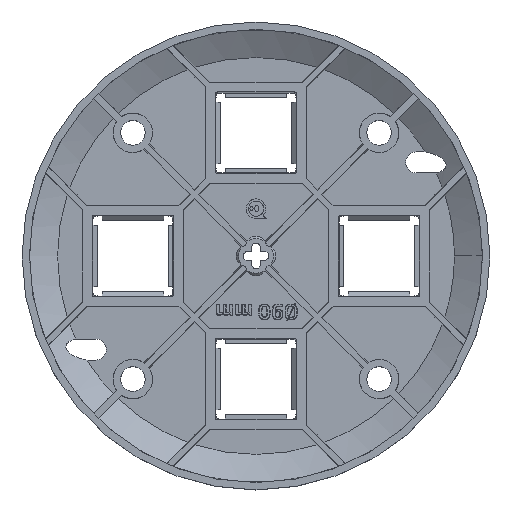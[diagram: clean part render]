
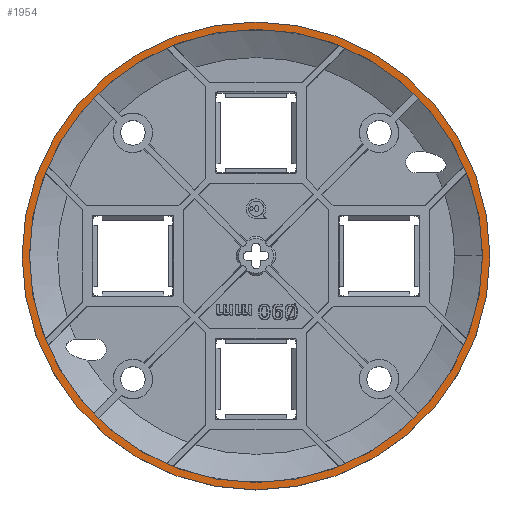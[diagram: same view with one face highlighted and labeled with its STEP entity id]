
A CAD part, top view. The second image highlights one B-rep face of the part: STEP entity #1954.
In plain terms, the highlighted planar face has unit normal (0, 0, 1).
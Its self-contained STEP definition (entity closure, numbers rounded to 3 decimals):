
#1954 = ADVANCED_FACE ( 'NONE', ( #34323, #20621 ), #3672, .F. ) ;
#3095 = EDGE_CURVE ( 'NONE', #44844, #34391, #24314, .T. ) ;
#3672 = PLANE ( 'NONE',  #5696 ) ;
#3674 = CARTESIAN_POINT ( 'NONE',  ( 0., 0., 6. ) ) ;
#3683 = CARTESIAN_POINT ( 'NONE',  ( 0., 0., 6. ) ) ;
#4363 = AXIS2_PLACEMENT_3D ( 'NONE', #15382, #29361, #22487 ) ;
#5696 = AXIS2_PLACEMENT_3D ( 'NONE', #21311, #13278, #20377 ) ;
#7697 = ORIENTED_EDGE ( 'NONE', *, *, #22231, .F. ) ;
#9121 = CARTESIAN_POINT ( 'NONE',  ( 47.5, 0., 6. ) ) ;
#9299 = ORIENTED_EDGE ( 'NONE', *, *, #30861, .T. ) ;
#10305 = DIRECTION ( 'NONE',  ( 1., 0., 0. ) ) ;
#10524 = CIRCLE ( 'NONE', #35848, 47.5 ) ;
#10908 = CIRCLE ( 'NONE', #4363, 46. ) ;
#13278 = DIRECTION ( 'NONE',  ( 0., 0., -1. ) ) ;
#14188 = DIRECTION ( 'NONE',  ( 0., 0., 1. ) ) ;
#14466 = VERTEX_POINT ( 'NONE', #32080 ) ;
#15382 = CARTESIAN_POINT ( 'NONE',  ( 0., 0., 6. ) ) ;
#15759 = EDGE_LOOP ( 'NONE', ( #19912, #9299 ) ) ;
#17103 = EDGE_CURVE ( 'NONE', #23639, #14466, #21157, .T. ) ;
#17167 = DIRECTION ( 'NONE',  ( 1., 0., 0. ) ) ;
#18020 = EDGE_LOOP ( 'NONE', ( #7697, #37678 ) ) ;
#19912 = ORIENTED_EDGE ( 'NONE', *, *, #17103, .T. ) ;
#20377 = DIRECTION ( 'NONE',  ( -1., 0., 0. ) ) ;
#20621 = FACE_OUTER_BOUND ( 'NONE', #15759, .T. ) ;
#21157 = CIRCLE ( 'NONE', #33560, 47.5 ) ;
#21311 = CARTESIAN_POINT ( 'NONE',  ( 0., 0., 6. ) ) ;
#22231 = EDGE_CURVE ( 'NONE', #34391, #44844, #10908, .T. ) ;
#22487 = DIRECTION ( 'NONE',  ( 1., 0., 0. ) ) ;
#23639 = VERTEX_POINT ( 'NONE', #9121 ) ;
#24314 = CIRCLE ( 'NONE', #25067, 46. ) ;
#25067 = AXIS2_PLACEMENT_3D ( 'NONE', #3683, #27697, #10305 ) ;
#25786 = DIRECTION ( 'NONE',  ( 1., 0., 0. ) ) ;
#27697 = DIRECTION ( 'NONE',  ( 0., 0., 1. ) ) ;
#29361 = DIRECTION ( 'NONE',  ( 0., 0., 1. ) ) ;
#29670 = DIRECTION ( 'NONE',  ( 0., 0., 1. ) ) ;
#30861 = EDGE_CURVE ( 'NONE', #14466, #23639, #10524, .T. ) ;
#32080 = CARTESIAN_POINT ( 'NONE',  ( -47.5, 0., 6. ) ) ;
#33560 = AXIS2_PLACEMENT_3D ( 'NONE', #36515, #29670, #25786 ) ;
#34323 = FACE_BOUND ( 'NONE', #18020, .T. ) ;
#34391 = VERTEX_POINT ( 'NONE', #40537 ) ;
#35848 = AXIS2_PLACEMENT_3D ( 'NONE', #3674, #14188, #17167 ) ;
#36515 = CARTESIAN_POINT ( 'NONE',  ( 0., 0., 6. ) ) ;
#36918 = CARTESIAN_POINT ( 'NONE',  ( -46., 0., 6. ) ) ;
#37678 = ORIENTED_EDGE ( 'NONE', *, *, #3095, .F. ) ;
#40537 = CARTESIAN_POINT ( 'NONE',  ( 46., 0., 6. ) ) ;
#44844 = VERTEX_POINT ( 'NONE', #36918 ) ;
